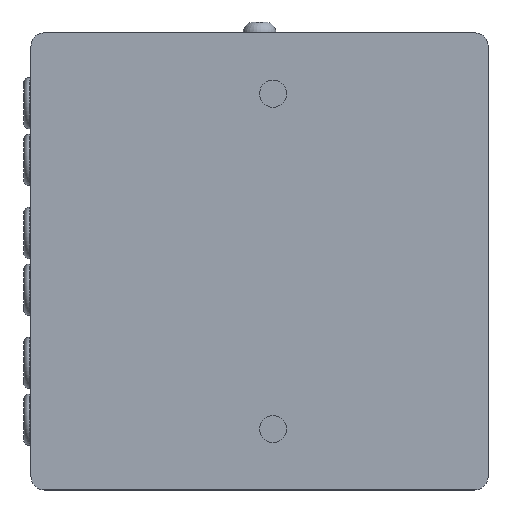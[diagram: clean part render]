
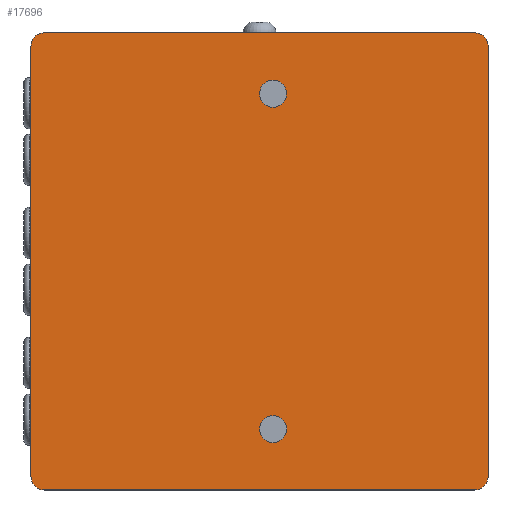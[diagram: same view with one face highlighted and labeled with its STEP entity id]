
A CAD part, left-side view. The second image highlights one B-rep face of the part: STEP entity #17696.
In plain terms, the highlighted planar face has unit normal (-1, 0, 0).
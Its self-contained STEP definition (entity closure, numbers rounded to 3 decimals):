
#17696=ADVANCED_FACE('',(#34911,#34913,#34915),#34917,.F.);
#34911=FACE_BOUND('',#34912,.T.);
#34912=EDGE_LOOP('',(#49571,#49572,#49573,#49574,#49575,#49576,#49577,#49578));
#34913=FACE_BOUND('',#34914,.T.);
#34914=EDGE_LOOP('',(#49579));
#34915=FACE_BOUND('',#34916,.T.);
#34916=EDGE_LOOP('',(#49580));
#34917=PLANE('',#34918);
#34918=AXIS2_PLACEMENT_3D('',#34919,#34920,#34921);
#34919=CARTESIAN_POINT('',(-18.35,0.,0.));
#34920=DIRECTION('',(1.,0.,0.));
#34921=DIRECTION('',(0.,0.,1.));
#49571=ORIENTED_EDGE('',*,*,#56917,.F.);
#49572=ORIENTED_EDGE('',*,*,#56918,.T.);
#49573=ORIENTED_EDGE('',*,*,#56919,.F.);
#49574=ORIENTED_EDGE('',*,*,#56920,.T.);
#49575=ORIENTED_EDGE('',*,*,#56867,.F.);
#49576=ORIENTED_EDGE('',*,*,#56915,.T.);
#49577=ORIENTED_EDGE('',*,*,#56921,.F.);
#49578=ORIENTED_EDGE('',*,*,#56922,.T.);
#49579=ORIENTED_EDGE('',*,*,#56871,.T.);
#49580=ORIENTED_EDGE('',*,*,#56879,.T.);
#56867=EDGE_CURVE('',#68379,#68381,#68382,.T.);
#56871=EDGE_CURVE('',#68388,#68388,#68389,.T.);
#56879=EDGE_CURVE('',#68404,#68404,#68405,.T.);
#56915=EDGE_CURVE('',#68379,#68471,#68472,.T.);
#56917=EDGE_CURVE('',#68474,#68475,#68476,.T.);
#56918=EDGE_CURVE('',#68474,#68477,#68478,.T.);
#56919=EDGE_CURVE('',#68479,#68477,#68480,.T.);
#56920=EDGE_CURVE('',#68479,#68381,#68481,.T.);
#56921=EDGE_CURVE('',#68482,#68471,#68483,.T.);
#56922=EDGE_CURVE('',#68482,#68475,#68484,.T.);
#68379=VERTEX_POINT('',#96997);
#68381=VERTEX_POINT('',#97001);
#68382=LINE('',#97002,#97003);
#68388=VERTEX_POINT('',#97017);
#68389=CIRCLE('',#97018,2.5);
#68404=VERTEX_POINT('',#97057);
#68405=CIRCLE('',#97058,2.5);
#68471=VERTEX_POINT('',#97221);
#68472=CIRCLE('',#97222,2.5);
#68474=VERTEX_POINT('',#97229);
#68475=VERTEX_POINT('',#97230);
#68476=LINE('',#97231,#97232);
#68477=VERTEX_POINT('',#97234);
#68478=CIRCLE('',#97235,2.5);
#68479=VERTEX_POINT('',#97239);
#68480=LINE('',#97240,#97241);
#68481=CIRCLE('',#97243,2.5);
#68482=VERTEX_POINT('',#97247);
#68483=LINE('',#97248,#97249);
#68484=CIRCLE('',#97251,2.5);
#96997=CARTESIAN_POINT('',(-18.35,39.75,42.25));
#97001=CARTESIAN_POINT('',(-18.35,-39.75,42.25));
#97002=CARTESIAN_POINT('',(-18.35,39.75,42.25));
#97003=VECTOR('',#97004,1.);
#97004=DIRECTION('',(0.,-1.,0.));
#97017=CARTESIAN_POINT('',(-18.35,-5.,-31.));
#97018=AXIS2_PLACEMENT_3D('',#97019,#97020,#97021);
#97019=CARTESIAN_POINT('',(-18.35,-2.5,-31.));
#97020=DIRECTION('',(1.,0.,0.));
#97021=DIRECTION('',(0.,-1.,0.));
#97057=CARTESIAN_POINT('',(-18.35,-5.,31.));
#97058=AXIS2_PLACEMENT_3D('',#97059,#97060,#97061);
#97059=CARTESIAN_POINT('',(-18.35,-2.5,31.));
#97060=DIRECTION('',(1.,0.,0.));
#97061=DIRECTION('',(0.,-1.,0.));
#97221=CARTESIAN_POINT('',(-18.35,42.25,39.75));
#97222=AXIS2_PLACEMENT_3D('',#97223,#97224,#97225);
#97223=CARTESIAN_POINT('',(-18.35,39.75,39.75));
#97224=DIRECTION('',(-1.,0.,0.));
#97225=DIRECTION('',(0.,0.,1.));
#97229=CARTESIAN_POINT('',(-18.35,-39.75,-42.25));
#97230=CARTESIAN_POINT('',(-18.35,39.75,-42.25));
#97231=CARTESIAN_POINT('',(-18.35,-39.75,-42.25));
#97232=VECTOR('',#97233,1.);
#97233=DIRECTION('',(0.,1.,0.));
#97234=CARTESIAN_POINT('',(-18.35,-42.25,-39.75));
#97235=AXIS2_PLACEMENT_3D('',#97236,#97237,#97238);
#97236=CARTESIAN_POINT('',(-18.35,-39.75,-39.75));
#97237=DIRECTION('',(-1.,0.,0.));
#97238=DIRECTION('',(0.,0.,-1.));
#97239=CARTESIAN_POINT('',(-18.35,-42.25,39.75));
#97240=CARTESIAN_POINT('',(-18.35,-42.25,39.75));
#97241=VECTOR('',#97242,1.);
#97242=DIRECTION('',(0.,0.,-1.));
#97243=AXIS2_PLACEMENT_3D('',#97244,#97245,#97246);
#97244=CARTESIAN_POINT('',(-18.35,-39.75,39.75));
#97245=DIRECTION('',(-1.,0.,0.));
#97246=DIRECTION('',(0.,-1.,0.));
#97247=CARTESIAN_POINT('',(-18.35,42.25,-39.75));
#97248=CARTESIAN_POINT('',(-18.35,42.25,-39.75));
#97249=VECTOR('',#97250,1.);
#97250=DIRECTION('',(0.,0.,1.));
#97251=AXIS2_PLACEMENT_3D('',#97252,#97253,#97254);
#97252=CARTESIAN_POINT('',(-18.35,39.75,-39.75));
#97253=DIRECTION('',(-1.,0.,0.));
#97254=DIRECTION('',(0.,1.,0.));
